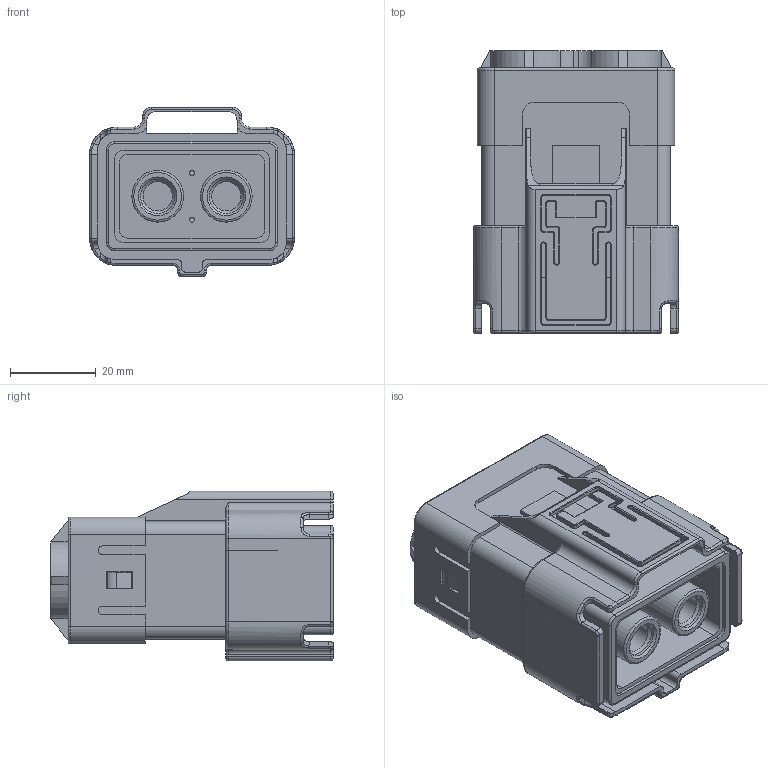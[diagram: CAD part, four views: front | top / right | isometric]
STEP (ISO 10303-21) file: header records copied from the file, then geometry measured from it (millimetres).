
FILE_DESCRIPTION(/* description */ ('Unknown'),/* implementation_level */ '2;1');
FILE_NAME(/* name */ 'ELPA2Z1601',/* time_stamp */ '2024-02-23T13:39:51+02:00',/* author */ ('Unknown'),/* organization */ ('Unknown'),/* preprocessor_version */ 'ST-DEVELOPER v18.102',/* originating_system */ 'Solid Edge',/* authorisation */ 'Unknown');
FILE_SCHEMA (('AUTOMOTIVE_DESIGN {1 0 10303 214 3 1 1}'));
Length unit declared in the file: millimetre
Products named in the file (1): ELPA2Z1601
Bounding box: 47.8 x 65.8 x 39.5 mm (x, y, z)
Volume: 61411.8 mm3; surface area: 24813.1 mm2
Topology: 1 solids, 2 shells, 450 faces, 1129 edges, 696 vertices
Faces by surface type: plane 188, cylinder 180, torus 58, bspline 20, cone 4
Full cylindrical faces by diameter (mm): 1.2 x2, 6.813 x2, 8 x2, 12.042 x2, 13.9 x2
Entity records: 16765 total; most frequent: CARTESIAN_POINT 2771, DIRECTION 2341, ORIENTED_EDGE 2216, EDGE_CURVE 1108, AXIS2_PLACEMENT_3D 851, VERTEX_POINT 692, LINE 639, VECTOR 639
